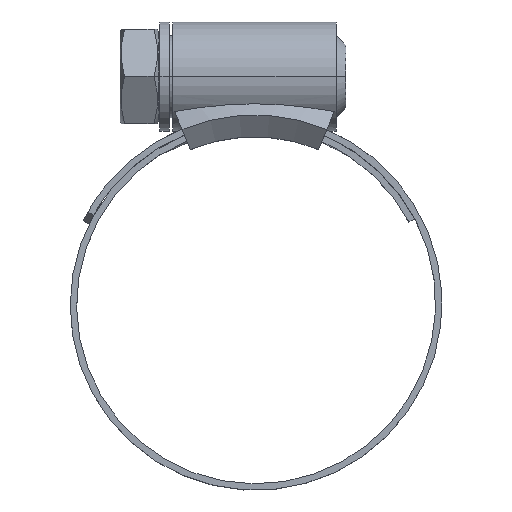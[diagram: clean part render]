
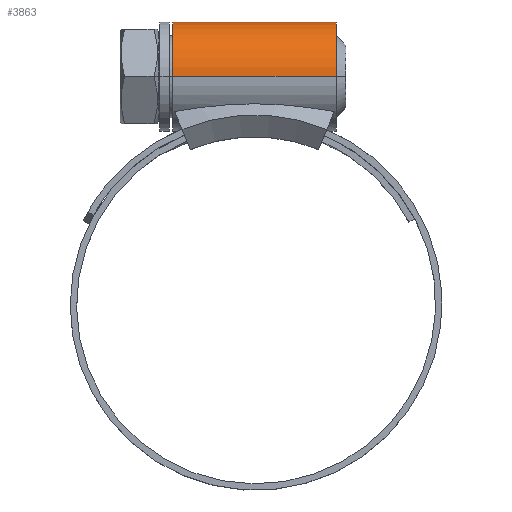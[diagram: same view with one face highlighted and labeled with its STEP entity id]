
A CAD part, top view. The second image highlights one B-rep face of the part: STEP entity #3863.
In plain terms, the highlighted cylindrical face has radius 8.5 mm (diameter 17 mm), a partial arc.
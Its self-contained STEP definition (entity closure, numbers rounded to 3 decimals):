
#69 = VERTEX_POINT ( 'NONE', #2342 ) ;
#185 = CARTESIAN_POINT ( 'NONE',  ( -36.785, 35.5, 0. ) ) ;
#198 = DIRECTION ( 'NONE',  ( 0., 0., -1. ) ) ;
#742 = VECTOR ( 'NONE', #3345, 1000. ) ;
#808 = DIRECTION ( 'NONE',  ( 1., 0., 0. ) ) ;
#916 = VERTEX_POINT ( 'NONE', #2948 ) ;
#924 = VERTEX_POINT ( 'NONE', #3577 ) ;
#981 = CARTESIAN_POINT ( 'NONE',  ( 12.743, 35.5, 0. ) ) ;
#1041 = CARTESIAN_POINT ( 'NONE',  ( -36.785, 35.5, 8.5 ) ) ;
#1155 = DIRECTION ( 'NONE',  ( 0., 0., -1. ) ) ;
#1495 = CIRCLE ( 'NONE', #2602, 8.5 ) ;
#1661 = LINE ( 'NONE', #1041, #742 ) ;
#1714 = AXIS2_PLACEMENT_3D ( 'NONE', #185, #4128, #1155 ) ;
#1891 = EDGE_CURVE ( 'NONE', #916, #924, #1495, .T. ) ;
#2063 = CIRCLE ( 'NONE', #2612, 8.5 ) ;
#2183 = ORIENTED_EDGE ( 'NONE', *, *, #4119, .F. ) ;
#2323 = ORIENTED_EDGE ( 'NONE', *, *, #1891, .F. ) ;
#2342 = CARTESIAN_POINT ( 'NONE',  ( 12.743, 35.5, 8.5 ) ) ;
#2346 = VERTEX_POINT ( 'NONE', #4133 ) ;
#2365 = EDGE_CURVE ( 'NONE', #924, #2346, #2425, .T. ) ;
#2425 = LINE ( 'NONE', #3780, #4068 ) ;
#2590 = CARTESIAN_POINT ( 'NONE',  ( -12.743, 35.5, 0. ) ) ;
#2596 = ORIENTED_EDGE ( 'NONE', *, *, #2365, .F. ) ;
#2602 = AXIS2_PLACEMENT_3D ( 'NONE', #2590, #3914, #198 ) ;
#2612 = AXIS2_PLACEMENT_3D ( 'NONE', #981, #2920, #2967 ) ;
#2633 = EDGE_CURVE ( 'NONE', #916, #69, #1661, .T. ) ;
#2908 = EDGE_LOOP ( 'NONE', ( #2323, #3548, #2183, #2596 ) ) ;
#2920 = DIRECTION ( 'NONE',  ( 1., 0., 0. ) ) ;
#2948 = CARTESIAN_POINT ( 'NONE',  ( -12.743, 35.5, 8.5 ) ) ;
#2967 = DIRECTION ( 'NONE',  ( 0., 0., -1. ) ) ;
#3345 = DIRECTION ( 'NONE',  ( 1., 0., 0. ) ) ;
#3548 = ORIENTED_EDGE ( 'NONE', *, *, #2633, .T. ) ;
#3577 = CARTESIAN_POINT ( 'NONE',  ( -12.743, 35.5, -8.5 ) ) ;
#3750 = CYLINDRICAL_SURFACE ( 'NONE', #1714, 8.5 ) ;
#3780 = CARTESIAN_POINT ( 'NONE',  ( -36.785, 35.5, -8.5 ) ) ;
#3817 = FACE_OUTER_BOUND ( 'NONE', #2908, .T. ) ;
#3863 = ADVANCED_FACE ( 'NONE', ( #3817 ), #3750, .T. ) ;
#3914 = DIRECTION ( 'NONE',  ( -1., 0., 0. ) ) ;
#4068 = VECTOR ( 'NONE', #808, 1000. ) ;
#4119 = EDGE_CURVE ( 'NONE', #2346, #69, #2063, .T. ) ;
#4128 = DIRECTION ( 'NONE',  ( 1., 0., 0. ) ) ;
#4133 = CARTESIAN_POINT ( 'NONE',  ( 12.743, 35.5, -8.5 ) ) ;
